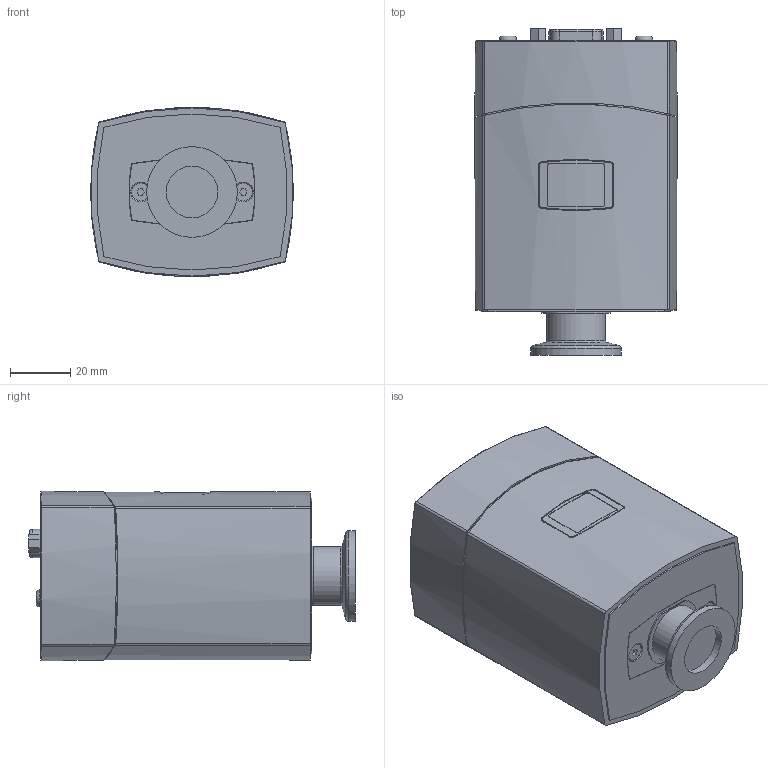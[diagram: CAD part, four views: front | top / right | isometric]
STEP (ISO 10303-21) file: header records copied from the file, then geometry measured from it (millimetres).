
FILE_DESCRIPTION((''),'2;1');
FILE_NAME('308-510_Dsub_EtherCAT.stp','2013-07-09T11:07:01',('BEM'),(''),'Autodesk Inventor 2012','Autodesk Inventor 2012','');
FILE_SCHEMA(('AUTOMOTIVE_DESIGN { 1 0 10303 214 1 1 1 1 }'));
Length unit declared in the file: millimetre
Products named in the file (25): 308-510_Dsub_EtherCAT; 308-485; 308-387; Abdeckung_kpl; 308-523; 308-393-2; 308-510-12; 312-151; 312-152; 307-391-4; N30771884P; B3547137-K; 312-151-2; 312-151-3; 308-510-13; 308-372; 308-420-3; 308-373; DIN 7991 M3x8; 308-480; 308-481; 308-482; 2.5mm_Diagnosebuchse; 311-671-10; 30-0030
Assembly tree (37 placements, depth 4):
  308-510_Dsub_EtherCAT
    308-485
    308-387
    Abdeckung_kpl
      308-523
      308-393-2  x5
    308-510-12
      312-151
        312-152
        307-391-4  x2
        N30771884P  x2
        B3547137-K  x2
        312-151-2  x2
        312-151-3  x3
    308-510-13
      308-372
    308-420-3  x2
    308-373
    DIN 7991 M3x8  x2
    308-480
      308-481
      308-482
    2.5mm_Diagnosebuchse
    311-671-10
    30-0030  x2
Bounding box: 67 x 108.1 x 56 mm (x, y, z)
Volume: 81156.8 mm3; surface area: 83767.8 mm2
Topology: 46 solids, 46 shells, 1732 faces, 4585 edges, 3009 vertices
Faces by surface type: plane 1215, cylinder 427, cone 47, torus 24, sphere 11, bspline 8
Full cylindrical faces by diameter (mm): 0.9 x9, 1.1 x2, 1.2 x1, 1.3 x3, 2.156 x2, 2.459 x8, 2.5 x3, 2.6 x7, 2.693 x2, 2.8 x5, 2.845 x2, 2.9 x5, 3 x15, 3.2 x11, 3.4 x5, 3.5 x2, 3.6 x2, 4 x3, 5.5 x2, 5.7 x2, 6 x2, 16 x1, 17.2 x1, 18 x1, 19 x1, 19.5 x1, 30 x1
Entity records: 42821 total; most frequent: CARTESIAN_POINT 8384, ORIENTED_EDGE 6808, DIRECTION 6712, EDGE_CURVE 3404, VECTOR 2562, LINE 2562, VERTEX_POINT 2289, AXIS2_PLACEMENT_3D 2075
